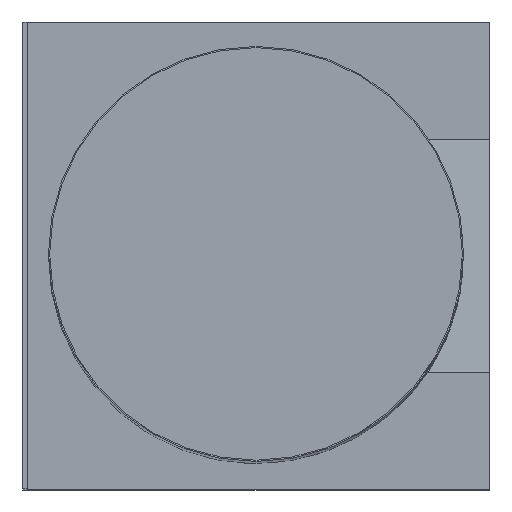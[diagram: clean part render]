
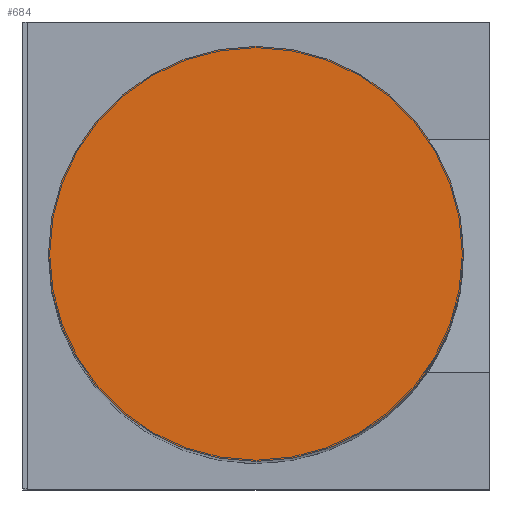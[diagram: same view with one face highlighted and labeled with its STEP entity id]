
A CAD part, top view. The second image highlights one B-rep face of the part: STEP entity #684.
In plain terms, the highlighted planar face has unit normal (0, 0, 1).
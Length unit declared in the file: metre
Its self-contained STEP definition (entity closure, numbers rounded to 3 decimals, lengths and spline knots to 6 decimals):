
#34=CIRCLE('',#784,0.04445);
#214=ORIENTED_EDGE('',*,*,#304,.T.);
#304=EDGE_CURVE('',#364,#364,#34,.T.);
#364=VERTEX_POINT('',#1164);
#560=EDGE_LOOP('',(#214));
#606=FACE_BOUND('',#560,.T.);
#644=PLANE('',#786);
#684=ADVANCED_FACE('',(#606),#644,.T.);
#784=AXIS2_PLACEMENT_3D('',#1163,#966,#967);
#786=AXIS2_PLACEMENT_3D('',#1167,#970,#971);
#966=DIRECTION('',(0.,0.,1.));
#967=DIRECTION('',(1.,0.,0.));
#970=DIRECTION('',(0.,0.,1.));
#971=DIRECTION('',(1.,0.,0.));
#1163=CARTESIAN_POINT('',(0.,0.,0.254));
#1164=CARTESIAN_POINT('',(0.04445,0.,0.254));
#1167=CARTESIAN_POINT('',(0.,0.,0.254));
